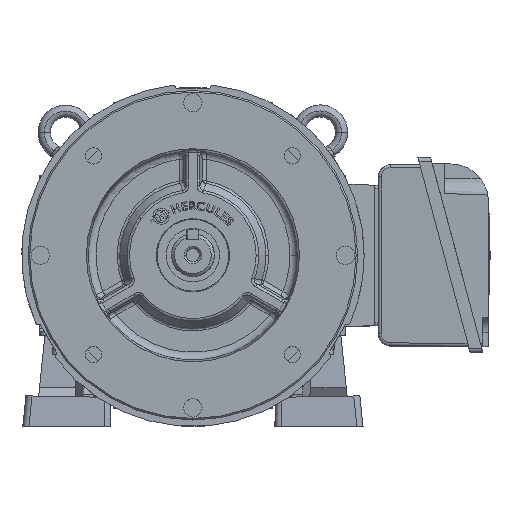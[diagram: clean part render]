
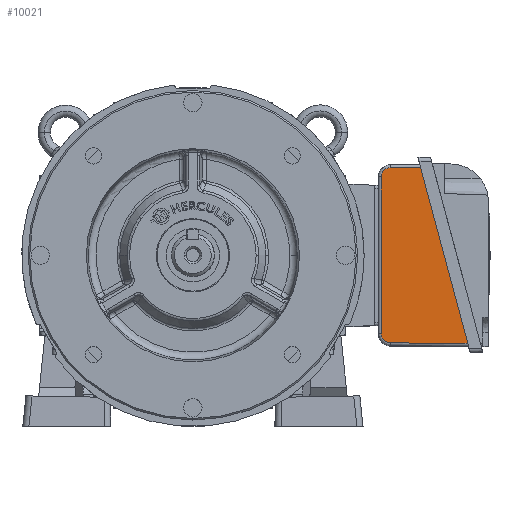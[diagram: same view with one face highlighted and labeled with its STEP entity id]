
A CAD part, top view. The second image highlights one B-rep face of the part: STEP entity #10021.
In plain terms, the highlighted planar face has unit normal (-0.017, -0.004, 1).
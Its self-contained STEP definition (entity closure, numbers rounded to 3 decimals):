
#2731 = CARTESIAN_POINT ( 'NONE',  ( 123.466, -54.819, 47.283 ) ) ;
#3622 = CARTESIAN_POINT ( 'NONE',  ( 125.896, 57.318, 47.831 ) ) ;
#4594 = ORIENTED_EDGE ( 'NONE', *, *, #9584, .T. ) ;
#5302 =( BOUNDED_CURVE ( )  B_SPLINE_CURVE ( 3, ( #8309, #2731, #70038, #58513 ),
 .UNSPECIFIED., .F., .T. ) 
 B_SPLINE_CURVE_WITH_KNOTS ( ( 4, 4 ),
 ( 2.88, 4.442 ),
 .UNSPECIFIED. ) 
 CURVE ( )  GEOMETRIC_REPRESENTATION_ITEM ( )  RATIONAL_B_SPLINE_CURVE ( ( 1., 0.807, 0.807, 1. ) ) 
 REPRESENTATION_ITEM ( '' )  );
#6652 = VECTOR ( 'NONE', #18876, 1000. ) ;
#7124 = CARTESIAN_POINT ( 'NONE',  ( 129.362, 57.378, 47.889 ) ) ;
#8309 = CARTESIAN_POINT ( 'NONE',  ( 123.466, -51.329, 47.299 ) ) ;
#9584 = EDGE_CURVE ( 'NONE', #12651, #35926, #5302, .T. ) ;
#9666 = DIRECTION ( 'NONE',  ( -1., -0.017, -0.017 ) ) ;
#10021 = ADVANCED_FACE ( 'NONE', ( #48671 ), #53857, .T. ) ;
#10203 = VERTEX_POINT ( 'NONE', #69406 ) ;
#11056 = AXIS2_PLACEMENT_3D ( 'NONE', #15195, #42007, #59790 ) ;
#11882 = CARTESIAN_POINT ( 'NONE',  ( 181.607, -57.784, 48.25 ) ) ;
#12651 = VERTEX_POINT ( 'NONE', #37697 ) ;
#14171 = CARTESIAN_POINT ( 'NONE',  ( 129.396, 57.379, 47.89 ) ) ;
#15195 = CARTESIAN_POINT ( 'NONE',  ( 163.369, 10.281, 48.25 ) ) ;
#18513 = LINE ( 'NONE', #63480, #6652 ) ;
#18876 = DIRECTION ( 'NONE',  ( 1., -0.009, 0.017 ) ) ;
#19873 = ORIENTED_EDGE ( 'NONE', *, *, #50256, .T. ) ;
#20631 = ORIENTED_EDGE ( 'NONE', *, *, #63045, .T. ) ;
#21280 = CARTESIAN_POINT ( 'NONE',  ( 129.414, -57.328, 47.372 ) ) ;
#22631 = VECTOR ( 'NONE', #23515, 1000. ) ;
#23515 = DIRECTION ( 'NONE',  ( -0.259, 0.966, 0. ) ) ;
#23751 =( BOUNDED_CURVE ( )  B_SPLINE_CURVE ( 3, ( #53838, #3622, #43820, #43468 ),
 .UNSPECIFIED., .F., .F. ) 
 B_SPLINE_CURVE_WITH_KNOTS ( ( 4, 4 ),
 ( 1.326, 2.88 ),
 .UNSPECIFIED. ) 
 CURVE ( )  GEOMETRIC_REPRESENTATION_ITEM ( )  RATIONAL_B_SPLINE_CURVE ( ( 1., 0.809, 0.809, 1. ) ) 
 REPRESENTATION_ITEM ( '' )  );
#24041 = CARTESIAN_POINT ( 'NONE',  ( 123.466, 10.284, 47.577 ) ) ;
#26875 = CARTESIAN_POINT ( 'NONE',  ( 150.65, 57.75, 48.25 ) ) ;
#28242 = VERTEX_POINT ( 'NONE', #7124 ) ;
#30208 = ORIENTED_EDGE ( 'NONE', *, *, #42732, .T. ) ;
#30596 = EDGE_CURVE ( 'NONE', #28242, #10203, #23751, .T. ) ;
#34876 = LINE ( 'NONE', #24041, #65605 ) ;
#35926 = VERTEX_POINT ( 'NONE', #21280 ) ;
#37697 = CARTESIAN_POINT ( 'NONE',  ( 123.466, -51.329, 47.299 ) ) ;
#42007 = DIRECTION ( 'NONE',  ( -0.017, -0.005, 1. ) ) ;
#42732 = EDGE_CURVE ( 'NONE', #63842, #28242, #66174, .T. ) ;
#43468 = CARTESIAN_POINT ( 'NONE',  ( 123.466, 51.379, 47.763 ) ) ;
#43820 = CARTESIAN_POINT ( 'NONE',  ( 123.466, 54.846, 47.779 ) ) ;
#47268 = VECTOR ( 'NONE', #9666, 1000. ) ;
#47292 = LINE ( 'NONE', #52857, #22631 ) ;
#47941 = ORIENTED_EDGE ( 'NONE', *, *, #30596, .T. ) ;
#48071 = VERTEX_POINT ( 'NONE', #11882 ) ;
#48671 = FACE_OUTER_BOUND ( 'NONE', #62772, .T. ) ;
#48898 = ORIENTED_EDGE ( 'NONE', *, *, #71417, .T. ) ;
#50256 = EDGE_CURVE ( 'NONE', #10203, #12651, #34876, .T. ) ;
#52857 = CARTESIAN_POINT ( 'NONE',  ( 163.369, 10.281, 48.25 ) ) ;
#53838 = CARTESIAN_POINT ( 'NONE',  ( 129.362, 57.378, 47.889 ) ) ;
#53857 = PLANE ( 'NONE',  #11056 ) ;
#58513 = CARTESIAN_POINT ( 'NONE',  ( 129.414, -57.328, 47.372 ) ) ;
#59790 = DIRECTION ( 'NONE',  ( 1., 0., 0.017 ) ) ;
#62772 = EDGE_LOOP ( 'NONE', ( #4594, #20631, #48898, #30208, #47941, #19873 ) ) ;
#63045 = EDGE_CURVE ( 'NONE', #35926, #48071, #18513, .T. ) ;
#63480 = CARTESIAN_POINT ( 'NONE',  ( 162.782, -57.62, 47.933 ) ) ;
#63842 = VERTEX_POINT ( 'NONE', #26875 ) ;
#65605 = VECTOR ( 'NONE', #73523, 1000. ) ;
#66174 = LINE ( 'NONE', #14171, #47268 ) ;
#69406 = CARTESIAN_POINT ( 'NONE',  ( 123.466, 51.379, 47.763 ) ) ;
#70038 = CARTESIAN_POINT ( 'NONE',  ( 125.924, -57.298, 47.313 ) ) ;
#71417 = EDGE_CURVE ( 'NONE', #48071, #63842, #47292, .T. ) ;
#73523 = DIRECTION ( 'NONE',  ( 0., -1., -0.005 ) ) ;
